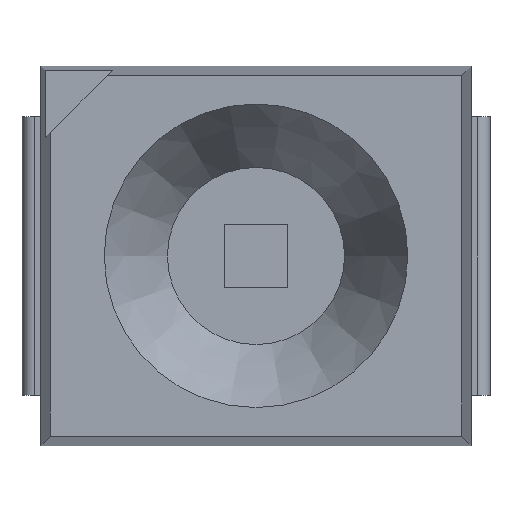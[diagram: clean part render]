
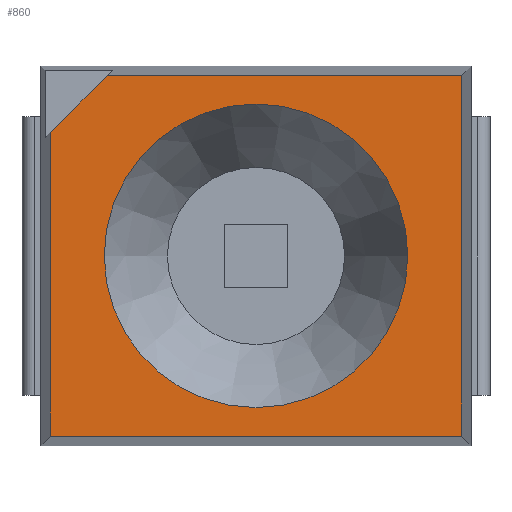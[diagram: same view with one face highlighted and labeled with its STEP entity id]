
A CAD part, top view. The second image highlights one B-rep face of the part: STEP entity #860.
In plain terms, the highlighted planar face has unit normal (0, 0, 1).
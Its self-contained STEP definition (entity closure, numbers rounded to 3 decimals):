
#20=FACE_BOUND('',#120,.T.);
#23=CIRCLE('',#921,1.2);
#65=FACE_OUTER_BOUND('',#119,.T.);
#119=EDGE_LOOP('',(#637,#638,#639,#640,#641));
#120=EDGE_LOOP('',(#642));
#186=LINE('',#1264,#292);
#191=LINE('',#1273,#297);
#192=LINE('',#1276,#298);
#196=LINE('',#1289,#302);
#198=LINE('',#1292,#304);
#292=VECTOR('',#1022,0.636);
#297=VECTOR('',#1029,2.4);
#298=VECTOR('',#1032,2.8);
#302=VECTOR('',#1044,2.85);
#304=VECTOR('',#1048,3.25);
#389=VERTEX_POINT('',#1261);
#390=VERTEX_POINT('',#1263);
#393=VERTEX_POINT('',#1271);
#394=VERTEX_POINT('',#1275);
#397=VERTEX_POINT('',#1283);
#399=VERTEX_POINT('',#1288);
#476=EDGE_CURVE('',#390,#389,#186,.T.);
#481=EDGE_CURVE('',#393,#389,#191,.T.);
#482=EDGE_CURVE('',#390,#394,#192,.T.);
#486=EDGE_CURVE('',#397,#397,#23,.T.);
#488=EDGE_CURVE('',#394,#399,#196,.T.);
#490=EDGE_CURVE('',#399,#393,#198,.T.);
#637=ORIENTED_EDGE('',*,*,#476,.T.);
#638=ORIENTED_EDGE('',*,*,#481,.F.);
#639=ORIENTED_EDGE('',*,*,#490,.F.);
#640=ORIENTED_EDGE('',*,*,#488,.F.);
#641=ORIENTED_EDGE('',*,*,#482,.F.);
#642=ORIENTED_EDGE('',*,*,#486,.T.);
#811=PLANE('',#923);
#860=ADVANCED_FACE('',(#65,#20),#811,.F.);
#921=AXIS2_PLACEMENT_3D('',#1284,#1039,#1040);
#923=AXIS2_PLACEMENT_3D('',#1291,#1046,#1047);
#1022=DIRECTION('',(-0.707,-0.707,0.));
#1029=DIRECTION('',(0.,1.,0.));
#1032=DIRECTION('',(1.,0.,0.));
#1039=DIRECTION('center_axis',(0.,0.,
-1.));
#1040=DIRECTION('ref_axis',(-1.,0.,0.));
#1044=DIRECTION('',(0.,-1.,0.));
#1046=DIRECTION('center_axis',(0.,0.,
-1.));
#1047=DIRECTION('ref_axis',(-1.,0.,0.));
#1048=DIRECTION('',(-1.,0.,0.));
#1261=CARTESIAN_POINT('',(-1.625,0.975,2.1));
#1263=CARTESIAN_POINT('',(-1.175,1.425,2.1));
#1264=CARTESIAN_POINT('',(-1.2,1.4,2.1));
#1271=CARTESIAN_POINT('',(-1.625,-1.425,2.1));
#1273=CARTESIAN_POINT('',(-1.625,0.375,2.1));
#1275=CARTESIAN_POINT('',(1.625,1.425,2.1));
#1276=CARTESIAN_POINT('',(0.425,1.425,2.1));
#1283=CARTESIAN_POINT('',(1.2,0.,2.1));
#1284=CARTESIAN_POINT('Origin',(0.,0.,
2.1));
#1288=CARTESIAN_POINT('',(1.625,-1.425,2.1));
#1289=CARTESIAN_POINT('',(1.625,-0.375,2.1));
#1291=CARTESIAN_POINT('Origin',(0.,0.,2.1));
#1292=CARTESIAN_POINT('',(-0.425,-1.425,2.1));
